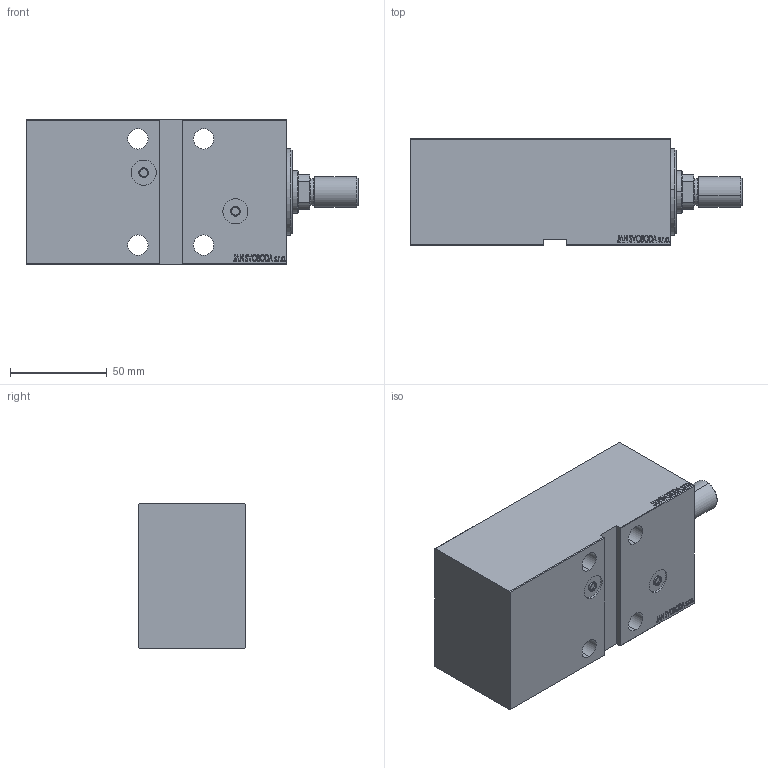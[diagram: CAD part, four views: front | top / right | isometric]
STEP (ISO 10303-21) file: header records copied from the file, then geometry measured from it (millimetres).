
FILE_DESCRIPTION (( 'STEP AP203' ), '1' );
FILE_NAME ('8cf2.STEP', '2024-11-13T12:20:34', ( '' ), ( '' ), 'SwSTEP 2.0', 'SolidWorks 2019', '' );
FILE_SCHEMA (( 'CONFIG_CONTROL_DESIGN' ));
Length unit declared in the file: millimetre
Products named in the file (6): Zatka_OIL_PORT cc55311e8a072e74535f16ec8ad2d7cf; V450CM_G_VCP cc55311e8a072e74535f16ec8ad2d7cf; V450CM_VC_G cc55311e8a072e74535f16ec8ad2d7cf; V450CM_MALE_METRIC cc55311e8a072e74535f16ec8ad2d7cf; 8cf2; V450CM_G_Body cc55311e8a072e74535f16ec8ad2d7cf
Assembly tree (6 placements, depth 2):
  8cf2
    V450CM_G_Body cc55311e8a072e74535f16ec8ad2d7cf
    V450CM_G_VCP cc55311e8a072e74535f16ec8ad2d7cf
    V450CM_VC_G cc55311e8a072e74535f16ec8ad2d7cf
    V450CM_MALE_METRIC cc55311e8a072e74535f16ec8ad2d7cf
    Zatka_OIL_PORT cc55311e8a072e74535f16ec8ad2d7cf  x2
Bounding box: 172 x 55 x 75 mm (x, y, z)
Volume: 503600 mm3; surface area: 85458.4 mm2
Topology: 6 solids, 6 shells, 909 faces, 2306 edges, 1523 vertices
Faces by surface type: plane 445, bspline 380, cylinder 60, cone 22, torus 2
Entity records: 44230 total; most frequent: CARTESIAN_POINT 24522, ORIENTED_EDGE 4528, DIRECTION 2676, EDGE_CURVE 2264, VERTEX_POINT 1499, LINE 1354, VECTOR 1354, EDGE_LOOP 1015
